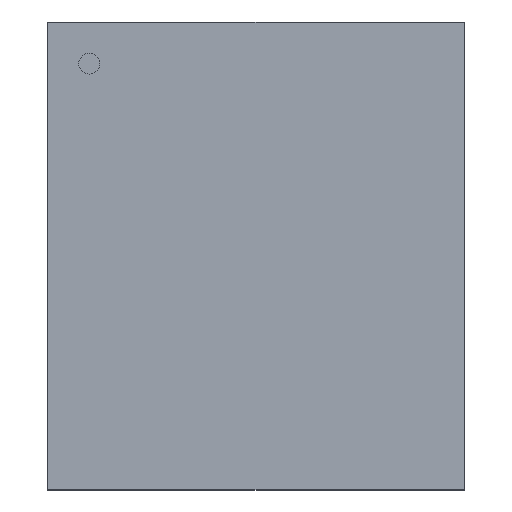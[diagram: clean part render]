
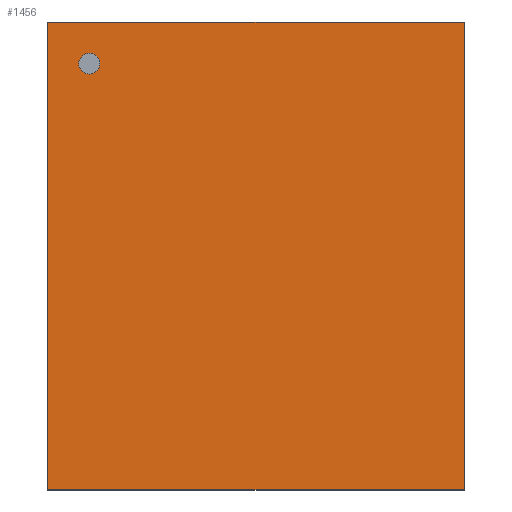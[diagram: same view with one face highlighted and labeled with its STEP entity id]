
A CAD part, top view. The second image highlights one B-rep face of the part: STEP entity #1456.
In plain terms, the highlighted planar face has unit normal (0, 0, 1).
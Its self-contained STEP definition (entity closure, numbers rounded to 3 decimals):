
#1232=CARTESIAN_POINT('',(4.051,-4.547,1.016));
#1231=VERTEX_POINT('',#1232);
#1242=CARTESIAN_POINT('',(-4.051,-4.547,1.016));
#1241=VERTEX_POINT('',#1242);
#1240=EDGE_CURVE('',#1241,#1231,#1245,.T.);
#1245=LINE('',#1242,#1247);
#1247=VECTOR('',#1248,8.103);
#1248=DIRECTION('',(1.0,0.0,0.0));
#1281=CARTESIAN_POINT('',(4.051,4.547,1.016));
#1280=VERTEX_POINT('',#1281);
#1289=EDGE_CURVE('',#1231,#1280,#1294,.T.);
#1294=LINE('',#1232,#1296);
#1296=VECTOR('',#1297,9.093);
#1297=DIRECTION('',(0.0,1.0,0.0));
#1330=CARTESIAN_POINT('',(-4.051,4.547,1.016));
#1329=VERTEX_POINT('',#1330);
#1338=EDGE_CURVE('',#1280,#1329,#1343,.T.);
#1343=LINE('',#1281,#1345);
#1345=VECTOR('',#1346,8.103);
#1346=DIRECTION('',(-1.0,0.0,0.0));
#1387=EDGE_CURVE('',#1329,#1241,#1392,.T.);
#1392=LINE('',#1330,#1394);
#1394=VECTOR('',#1395,9.093);
#1395=DIRECTION('',(0.0,-1.0,0.0));
#1456=ADVANCED_FACE('',(#1462),#1457,.T.);
#1457=PLANE('',#1458);
#1458=AXIS2_PLACEMENT_3D('',#1459,#1460,#1461);
#1459=CARTESIAN_POINT('',(-4.051,-4.547,1.016));
#1460=DIRECTION('',(0.0,0.0,1.0));
#1461=DIRECTION('',(0.,1.,0.));
#1462=FACE_OUTER_BOUND('',#1463,.T.);
#1463=EDGE_LOOP('',(#1464,#1474,#1484,#1494));
#1464=ORIENTED_EDGE('',*,*,#1240,.T.);
#1474=ORIENTED_EDGE('',*,*,#1289,.T.);
#1484=ORIENTED_EDGE('',*,*,#1338,.T.);
#1494=ORIENTED_EDGE('',*,*,#1387,.T.);
